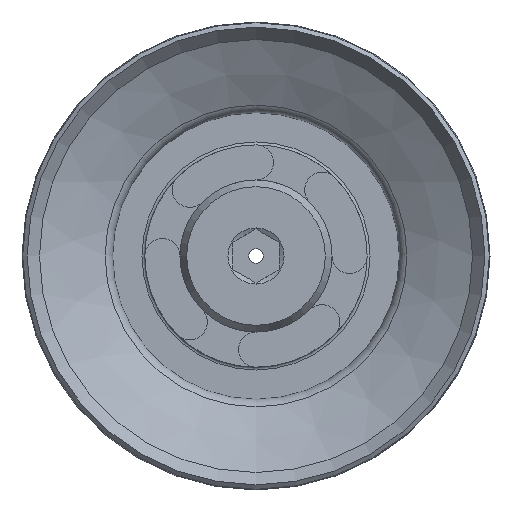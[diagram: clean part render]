
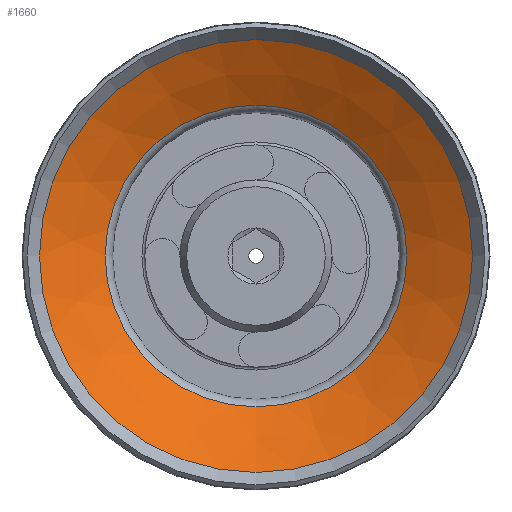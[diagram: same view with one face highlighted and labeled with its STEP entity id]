
A CAD part, front view. The second image highlights one B-rep face of the part: STEP entity #1660.
In plain terms, the highlighted conical face has half-angle 60.694 degrees and reference radius 25.776 mm.
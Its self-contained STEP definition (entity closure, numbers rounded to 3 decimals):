
#68=CONICAL_SURFACE('',#1789,25.776,1.059);
#121=CIRCLE('',#1788,25.776);
#122=CIRCLE('',#1790,37.);
#260=ORIENTED_EDGE('',*,*,#544,.T.);
#261=ORIENTED_EDGE('',*,*,#543,.F.);
#543=EDGE_CURVE('',#681,#681,#121,.T.);
#544=EDGE_CURVE('',#682,#682,#122,.T.);
#681=VERTEX_POINT('',#2491);
#682=VERTEX_POINT('',#2494);
#851=EDGE_LOOP('',(#260));
#852=EDGE_LOOP('',(#261));
#963=FACE_BOUND('',#851,.T.);
#964=FACE_BOUND('',#852,.T.);
#1660=ADVANCED_FACE('',(#963,#964),#68,.F.);
#1788=AXIS2_PLACEMENT_3D('',#2490,#2044,#2045);
#1789=AXIS2_PLACEMENT_3D('',#2492,#2046,#2047);
#1790=AXIS2_PLACEMENT_3D('',#2493,#2048,#2049);
#2044=DIRECTION('',(0.,-1.,0.));
#2045=DIRECTION('',(0.,0.,-1.));
#2046=DIRECTION('',(0.,-1.,0.));
#2047=DIRECTION('',(0.,0.,-1.));
#2048=DIRECTION('',(0.,-1.,0.));
#2049=DIRECTION('',(0.,0.,-1.));
#2490=CARTESIAN_POINT('',(0.,8.82,0.));
#2491=CARTESIAN_POINT('',(0.,8.82,-25.776));
#2492=CARTESIAN_POINT('',(0.,8.82,0.));
#2493=CARTESIAN_POINT('',(0.,2.52,0.));
#2494=CARTESIAN_POINT('',(0.,2.52,-37.));
